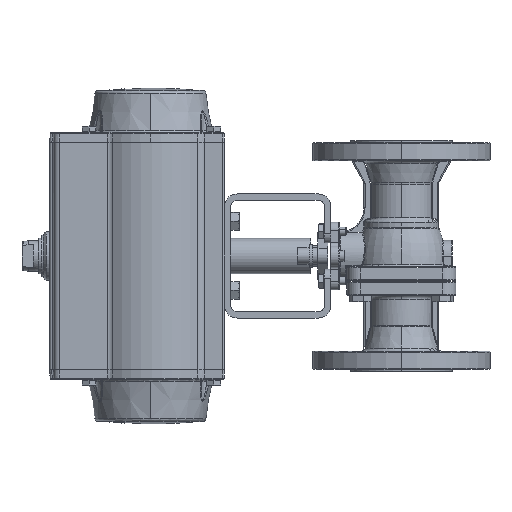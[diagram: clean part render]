
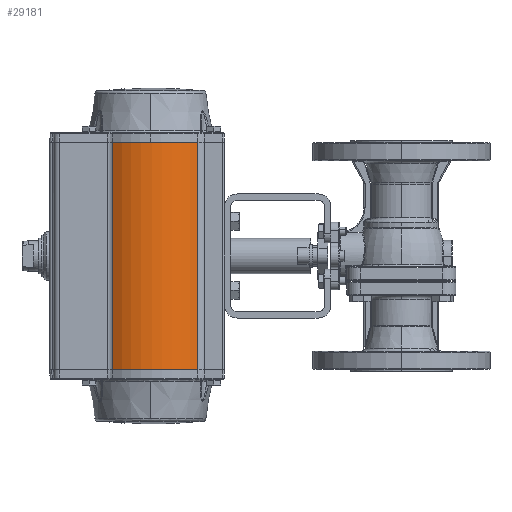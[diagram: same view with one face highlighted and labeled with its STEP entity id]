
A CAD part, left-side view. The second image highlights one B-rep face of the part: STEP entity #29181.
In plain terms, the highlighted cylindrical face has radius 47.5 mm (diameter 95 mm), a partial arc.
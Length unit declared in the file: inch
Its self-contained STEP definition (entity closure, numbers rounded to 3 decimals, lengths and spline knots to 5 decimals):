
#540 = AXIS2_PLACEMENT_3D ( 'NONE', #69816, #35811, #2007 ) ;
#981 = ORIENTED_EDGE ( 'NONE', *, *, #9520, .T. ) ;
#2007 = DIRECTION ( 'NONE',  ( 0., -1., 0. ) ) ;
#2635 = CIRCLE ( 'NONE', #540, 1.87008 ) ;
#5147 = VERTEX_POINT ( 'NONE', #44831 ) ;
#9520 = EDGE_CURVE ( 'NONE', #37430, #59266, #17804, .T. ) ;
#14843 = VERTEX_POINT ( 'NONE', #40294 ) ;
#17804 = LINE ( 'NONE', #31377, #31055 ) ;
#18148 = EDGE_LOOP ( 'NONE', ( #51886, #59557, #67542, #981 ) ) ;
#18375 = VECTOR ( 'NONE', #69149, 39.37008 ) ;
#19376 = DIRECTION ( 'NONE',  ( 0., 0., 1. ) ) ;
#20855 = CARTESIAN_POINT ( 'NONE',  ( 0., 7.07661, 3.20866 ) ) ;
#24530 = CARTESIAN_POINT ( 'NONE',  ( -1.53724, 8.14155, 3.20866 ) ) ;
#26506 = DIRECTION ( 'NONE',  ( 0., -1., 0. ) ) ;
#29181 = ADVANCED_FACE ( 'NONE', ( #33926 ), #30357, .T. ) ;
#29434 = CARTESIAN_POINT ( 'NONE',  ( -1.30391, 5.73609, -3.20866 ) ) ;
#30357 = CYLINDRICAL_SURFACE ( 'NONE', #37705, 1.87008 ) ;
#31055 = VECTOR ( 'NONE', #59938, 39.37008 ) ;
#31377 = CARTESIAN_POINT ( 'NONE',  ( -1.53724, 8.14155, -3.20866 ) ) ;
#33372 = EDGE_CURVE ( 'NONE', #59266, #14843, #2635, .T. ) ;
#33438 = LINE ( 'NONE', #29434, #18375 ) ;
#33926 = FACE_OUTER_BOUND ( 'NONE', #18148, .T. ) ;
#34501 = EDGE_CURVE ( 'NONE', #14843, #5147, #33438, .T. ) ;
#35811 = DIRECTION ( 'NONE',  ( 0., 0., 1. ) ) ;
#37430 = VERTEX_POINT ( 'NONE', #24530 ) ;
#37705 = AXIS2_PLACEMENT_3D ( 'NONE', #47607, #19376, #53289 ) ;
#40294 = CARTESIAN_POINT ( 'NONE',  ( -1.30391, 5.73609, -3.20866 ) ) ;
#41301 = AXIS2_PLACEMENT_3D ( 'NONE', #20855, #60516, #26506 ) ;
#44831 = CARTESIAN_POINT ( 'NONE',  ( -1.30391, 5.73609, 3.20866 ) ) ;
#47607 = CARTESIAN_POINT ( 'NONE',  ( 0., 7.07661, -3.20866 ) ) ;
#51886 = ORIENTED_EDGE ( 'NONE', *, *, #33372, .T. ) ;
#53289 = DIRECTION ( 'NONE',  ( 0., -1., 0. ) ) ;
#58036 = EDGE_CURVE ( 'NONE', #5147, #37430, #60549, .T. ) ;
#59266 = VERTEX_POINT ( 'NONE', #59993 ) ;
#59557 = ORIENTED_EDGE ( 'NONE', *, *, #34501, .T. ) ;
#59938 = DIRECTION ( 'NONE',  ( 0., 0., -1. ) ) ;
#59993 = CARTESIAN_POINT ( 'NONE',  ( -1.53724, 8.14155, -3.20866 ) ) ;
#60516 = DIRECTION ( 'NONE',  ( 0., 0., -1. ) ) ;
#60549 = CIRCLE ( 'NONE', #41301, 1.87008 ) ;
#67542 = ORIENTED_EDGE ( 'NONE', *, *, #58036, .T. ) ;
#69149 = DIRECTION ( 'NONE',  ( 0., 0., 1. ) ) ;
#69816 = CARTESIAN_POINT ( 'NONE',  ( 0., 7.07661, -3.20866 ) ) ;
